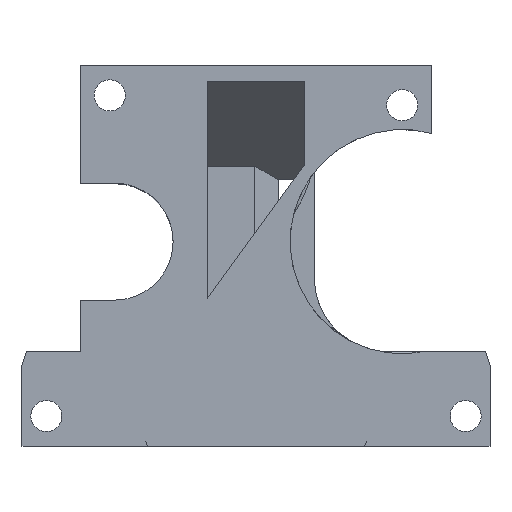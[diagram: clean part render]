
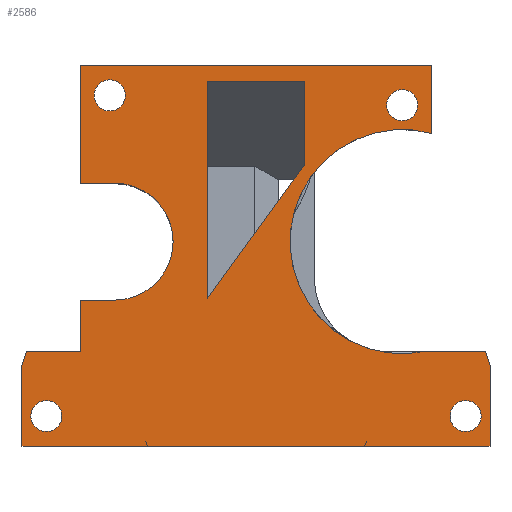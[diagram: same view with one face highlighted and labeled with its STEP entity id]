
A CAD part, top view. The second image highlights one B-rep face of the part: STEP entity #2586.
In plain terms, the highlighted planar face has unit normal (0, 0, 1).
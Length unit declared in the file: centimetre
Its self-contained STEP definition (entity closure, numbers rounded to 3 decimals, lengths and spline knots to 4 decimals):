
#156=FACE_BOUND('',#490,.T.);
#157=FACE_BOUND('',#491,.T.);
#158=FACE_BOUND('',#492,.T.);
#159=FACE_BOUND('',#493,.T.);
#160=FACE_BOUND('',#494,.T.);
#183=CIRCLE('',#2678,1.15);
#203=CIRCLE('',#2723,0.16);
#205=CIRCLE('',#2726,0.16);
#206=CIRCLE('',#2729,0.16);
#207=CIRCLE('',#2731,0.16);
#208=CIRCLE('',#2734,0.6);
#343=FACE_OUTER_BOUND('',#489,.T.);
#489=EDGE_LOOP('',(#2331,#2332,#2333,#2334,#2335,#2336,#2337,#2338,#2339,
#2340,#2341,#2342,#2343,#2344,#2345,#2346,#2347));
#490=EDGE_LOOP('',(#2348));
#491=EDGE_LOOP('',(#2349));
#492=EDGE_LOOP('',(#2350,#2351,#2352,#2353));
#493=EDGE_LOOP('',(#2354));
#494=EDGE_LOOP('',(#2355));
#505=LINE('',#3381,#751);
#616=LINE('',#4392,#862);
#618=LINE('',#4396,#864);
#624=LINE('',#4411,#870);
#640=LINE('',#4459,#886);
#647=LINE('',#4475,#893);
#674=LINE('',#4658,#920);
#683=LINE('',#4684,#929);
#706=LINE('',#6149,#952);
#709=LINE('',#6163,#955);
#711=LINE('',#6169,#957);
#713=LINE('',#6172,#959);
#716=LINE('',#6179,#962);
#718=LINE('',#6184,#964);
#722=LINE('',#6190,#968);
#725=LINE('',#6199,#971);
#743=LINE('',#6244,#989);
#744=LINE('',#6246,#990);
#745=LINE('',#6247,#991);
#751=VECTOR('',#2778,100.);
#862=VECTOR('',#3001,1.);
#864=VECTOR('',#3005,1.);
#870=VECTOR('',#3017,1.);
#886=VECTOR('',#3061,1.);
#893=VECTOR('',#3078,1.);
#920=VECTOR('',#3135,100.);
#929=VECTOR('',#3162,1.);
#952=VECTOR('',#3249,1.);
#955=VECTOR('',#3262,100.);
#957=VECTOR('',#3270,1.);
#959=VECTOR('',#3274,1.);
#962=VECTOR('',#3281,100.);
#964=VECTOR('',#3285,100.);
#968=VECTOR('',#3293,100.);
#971=VECTOR('',#3304,100.);
#989=VECTOR('',#3356,100.);
#990=VECTOR('',#3359,100.);
#991=VECTOR('',#3360,100.);
#996=VERTEX_POINT('',#3378);
#997=VERTEX_POINT('',#3380);
#1022=VERTEX_POINT('',#3496);
#1023=VERTEX_POINT('',#3498);
#1114=VERTEX_POINT('',#4389);
#1115=VERTEX_POINT('',#4391);
#1116=VERTEX_POINT('',#4395);
#1122=VERTEX_POINT('',#4409);
#1139=VERTEX_POINT('',#4456);
#1140=VERTEX_POINT('',#4458);
#1144=VERTEX_POINT('',#4474);
#1149=VERTEX_POINT('',#4606);
#1150=VERTEX_POINT('',#4608);
#1169=VERTEX_POINT('',#4657);
#1177=VERTEX_POINT('',#4683);
#1222=VERTEX_POINT('',#6141);
#1224=VERTEX_POINT('',#6146);
#1225=VERTEX_POINT('',#6151);
#1226=VERTEX_POINT('',#6154);
#1229=VERTEX_POINT('',#6160);
#1230=VERTEX_POINT('',#6162);
#1231=VERTEX_POINT('',#6168);
#1235=VERTEX_POINT('',#6183);
#1237=VERTEX_POINT('',#6198);
#1247=VERTEX_POINT('',#6242);
#1254=EDGE_CURVE('',#996,#997,#505,.T.);
#1418=EDGE_CURVE('',#1114,#1115,#616,.F.);
#1420=EDGE_CURVE('',#1115,#1116,#618,.F.);
#1428=EDGE_CURVE('',#1114,#1122,#624,.T.);
#1448=EDGE_CURVE('',#1140,#1139,#640,.T.);
#1457=EDGE_CURVE('',#1144,#997,#647,.T.);
#1468=EDGE_CURVE('',#1150,#1149,#183,.T.);
#1494=EDGE_CURVE('',#1150,#1169,#674,.T.);
#1506=EDGE_CURVE('',#1177,#1140,#683,.F.);
#1570=EDGE_CURVE('',#1222,#1222,#203,.T.);
#1572=EDGE_CURVE('',#1224,#1224,#205,.T.);
#1573=EDGE_CURVE('',#1116,#1122,#706,.F.);
#1574=EDGE_CURVE('',#1225,#1225,#206,.T.);
#1575=EDGE_CURVE('',#1226,#1226,#207,.T.);
#1578=EDGE_CURVE('',#1229,#1230,#709,.T.);
#1580=EDGE_CURVE('',#1139,#1144,#208,.T.);
#1581=EDGE_CURVE('',#1231,#1177,#711,.T.);
#1583=EDGE_CURVE('',#1231,#1149,#713,.T.);
#1587=EDGE_CURVE('',#1230,#996,#716,.T.);
#1589=EDGE_CURVE('',#1169,#1235,#718,.T.);
#1593=EDGE_CURVE('',#1023,#1022,#722,.T.);
#1596=EDGE_CURVE('',#1237,#1235,#725,.T.);
#1620=EDGE_CURVE('',#1229,#1247,#743,.T.);
#1621=EDGE_CURVE('',#1022,#1247,#744,.T.);
#1622=EDGE_CURVE('',#1237,#1023,#745,.T.);
#2331=ORIENTED_EDGE('',*,*,#1494,.F.);
#2332=ORIENTED_EDGE('',*,*,#1468,.T.);
#2333=ORIENTED_EDGE('',*,*,#1583,.F.);
#2334=ORIENTED_EDGE('',*,*,#1581,.T.);
#2335=ORIENTED_EDGE('',*,*,#1506,.T.);
#2336=ORIENTED_EDGE('',*,*,#1448,.T.);
#2337=ORIENTED_EDGE('',*,*,#1580,.T.);
#2338=ORIENTED_EDGE('',*,*,#1457,.T.);
#2339=ORIENTED_EDGE('',*,*,#1254,.F.);
#2340=ORIENTED_EDGE('',*,*,#1587,.F.);
#2341=ORIENTED_EDGE('',*,*,#1578,.F.);
#2342=ORIENTED_EDGE('',*,*,#1620,.T.);
#2343=ORIENTED_EDGE('',*,*,#1621,.F.);
#2344=ORIENTED_EDGE('',*,*,#1593,.F.);
#2345=ORIENTED_EDGE('',*,*,#1622,.F.);
#2346=ORIENTED_EDGE('',*,*,#1596,.T.);
#2347=ORIENTED_EDGE('',*,*,#1589,.F.);
#2348=ORIENTED_EDGE('',*,*,#1575,.T.);
#2349=ORIENTED_EDGE('',*,*,#1574,.T.);
#2350=ORIENTED_EDGE('',*,*,#1428,.T.);
#2351=ORIENTED_EDGE('',*,*,#1573,.F.);
#2352=ORIENTED_EDGE('',*,*,#1420,.F.);
#2353=ORIENTED_EDGE('',*,*,#1418,.F.);
#2354=ORIENTED_EDGE('',*,*,#1572,.F.);
#2355=ORIENTED_EDGE('',*,*,#1570,.F.);
#2458=PLANE('',#2763);
#2586=ADVANCED_FACE('',(#343,#156,#157,#158,#159,#160),#2458,.F.);
#2678=AXIS2_PLACEMENT_3D('',#4609,#3096,#3097);
#2723=AXIS2_PLACEMENT_3D('',#6142,#3239,#3240);
#2726=AXIS2_PLACEMENT_3D('',#6147,#3245,#3246);
#2729=AXIS2_PLACEMENT_3D('',#6152,#3252,#3253);
#2731=AXIS2_PLACEMENT_3D('',#6155,#3256,#3257);
#2734=AXIS2_PLACEMENT_3D('',#6166,#3266,#3267);
#2763=AXIS2_PLACEMENT_3D('',#6245,#3357,#3358);
#2778=DIRECTION('',(0.,1.,0.));
#3001=DIRECTION('',(1.,0.,0.));
#3005=DIRECTION('',(0.,1.,0.));
#3017=DIRECTION('',(0.,-1.,0.));
#3061=DIRECTION('',(1.,0.,0.));
#3078=DIRECTION('',(-1.,0.,0.));
#3096=DIRECTION('center_axis',(0.,0.,
-1.));
#3097=DIRECTION('ref_axis',(0.,1.,0.));
#3135=DIRECTION('',(1.,0.,0.));
#3162=DIRECTION('',(0.,1.,0.));
#3239=DIRECTION('center_axis',(0.,0.,
1.));
#3240=DIRECTION('ref_axis',(1.,0.,0.));
#3245=DIRECTION('center_axis',(0.,0.,
1.));
#3246=DIRECTION('ref_axis',(1.,0.,0.));
#3249=DIRECTION('',(-0.586,-0.81,0.));
#3252=DIRECTION('center_axis',(0.,0.,
-1.));
#3253=DIRECTION('ref_axis',(1.,0.,0.));
#3256=DIRECTION('center_axis',(0.,0.,
-1.));
#3257=DIRECTION('ref_axis',(1.,0.,0.));
#3262=DIRECTION('',(0.298,0.955,0.));
#3266=DIRECTION('center_axis',(0.,0.,
-1.));
#3267=DIRECTION('ref_axis',(-1.,0.,0.));
#3270=DIRECTION('',(-1.,0.,0.));
#3274=DIRECTION('',(0.,-1.,0.));
#3281=DIRECTION('',(1.,0.,0.));
#3285=DIRECTION('',(0.298,-0.955,0.));
#3293=DIRECTION('',(-1.,0.,0.));
#3304=DIRECTION('',(0.,1.,0.));
#3356=DIRECTION('',(0.,-1.,0.));
#3357=DIRECTION('center_axis',(0.,0.,
-1.));
#3358=DIRECTION('ref_axis',(0.,-1.,0.));
#3359=DIRECTION('',(-1.,0.,0.));
#3360=DIRECTION('',(-1.,0.,0.));
#3378=CARTESIAN_POINT('',(-3.0656,-1.1439,2.5089));
#3380=CARTESIAN_POINT('',(-3.0656,-0.6202,2.5089));
#3381=CARTESIAN_POINT('',(-3.0656,-1.5351,2.5089));
#3496=CARTESIAN_POINT('',(-2.3746,-2.1202,2.5089));
#3498=CARTESIAN_POINT('',(-0.1567,-2.1202,2.5089));
#4389=CARTESIAN_POINT('',(-0.7656,1.6239,2.5089));
#4391=CARTESIAN_POINT('',(-1.7656,1.6239,2.5089));
#4392=CARTESIAN_POINT('',(0.2344,1.6239,2.5089));
#4395=CARTESIAN_POINT('',(-1.7656,-0.6085,2.5089));
#4396=CARTESIAN_POINT('',(-1.7656,-0.0232,2.5089));
#4409=CARTESIAN_POINT('',(-0.7656,0.7739,2.5089));
#4411=CARTESIAN_POINT('',(-0.7656,-0.0232,2.5089));
#4456=CARTESIAN_POINT('',(-2.7156,0.5798,2.5089));
#4458=CARTESIAN_POINT('',(-3.0656,0.5798,2.5089));
#4459=CARTESIAN_POINT('',(-0.9031,0.5798,2.5089));
#4474=CARTESIAN_POINT('',(-2.7156,-0.6202,2.5089));
#4475=CARTESIAN_POINT('',(-0.9031,-0.6202,2.5089));
#4606=CARTESIAN_POINT('',(0.5344,1.09,2.5089));
#4608=CARTESIAN_POINT('',(0.4787,-1.1439,2.5089));
#4609=CARTESIAN_POINT('Origin',(0.2344,-0.0202,2.5089));
#4657=CARTESIAN_POINT('',(1.0898,-1.1439,2.5089));
#4658=CARTESIAN_POINT('',(0.3982,-1.1439,2.5089));
#4683=CARTESIAN_POINT('',(-3.0656,1.7911,2.5089));
#4684=CARTESIAN_POINT('',(-3.0656,0.4479,2.5089));
#6141=CARTESIAN_POINT('',(0.7244,-1.8089,2.5089));
#6142=CARTESIAN_POINT('Origin',(0.8844,-1.8089,2.5089));
#6146=CARTESIAN_POINT('',(-3.5756,-1.8089,2.5089));
#6147=CARTESIAN_POINT('Origin',(-3.4156,-1.8089,2.5089));
#6149=CARTESIAN_POINT('',(-0.8607,0.6426,2.5089));
#6151=CARTESIAN_POINT('',(-2.9256,1.4798,2.5089));
#6152=CARTESIAN_POINT('Origin',(-2.7656,1.4798,2.5089));
#6154=CARTESIAN_POINT('',(0.0744,1.3798,2.5089));
#6155=CARTESIAN_POINT('Origin',(0.2344,1.3798,2.5089));
#6160=CARTESIAN_POINT('',(-3.6656,-1.2868,2.5089));
#6162=CARTESIAN_POINT('',(-3.6211,-1.1439,2.5089));
#6163=CARTESIAN_POINT('',(-3.6363,-1.1926,2.5089));
#6166=CARTESIAN_POINT('Origin',(-2.7156,-0.0202,2.5089));
#6168=CARTESIAN_POINT('',(0.5344,1.7911,2.5089));
#6169=CARTESIAN_POINT('',(-0.0156,1.7911,2.5089));
#6172=CARTESIAN_POINT('',(0.5344,0.4479,2.5089));
#6179=CARTESIAN_POINT('',(-1.6795,-1.1439,2.5089));
#6183=CARTESIAN_POINT('',(1.1344,-1.2868,2.5089));
#6184=CARTESIAN_POINT('',(1.2157,-1.5477,2.5089));
#6190=CARTESIAN_POINT('',(-0.0156,-2.1202,2.5089));
#6198=CARTESIAN_POINT('',(1.1344,-2.1202,2.5089));
#6199=CARTESIAN_POINT('',(1.1344,-0.9421,2.5089));
#6242=CARTESIAN_POINT('',(-3.6656,-2.1202,2.5089));
#6244=CARTESIAN_POINT('',(-3.6656,-0.9421,2.5089));
#6245=CARTESIAN_POINT('Origin',(1.2344,-0.0202,2.5089));
#6246=CARTESIAN_POINT('',(-0.0156,-2.1202,2.5089));
#6247=CARTESIAN_POINT('',(-0.0156,-2.1202,2.5089));
